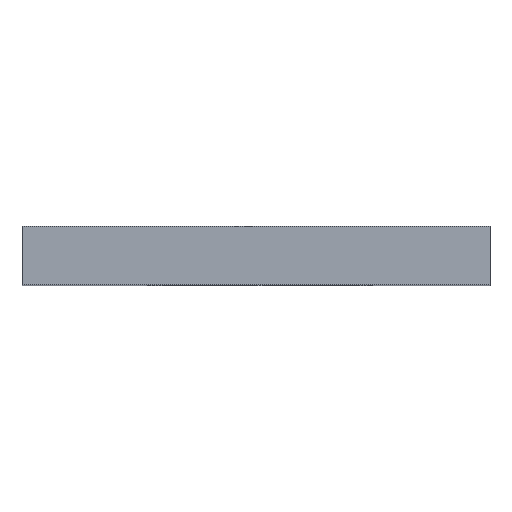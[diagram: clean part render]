
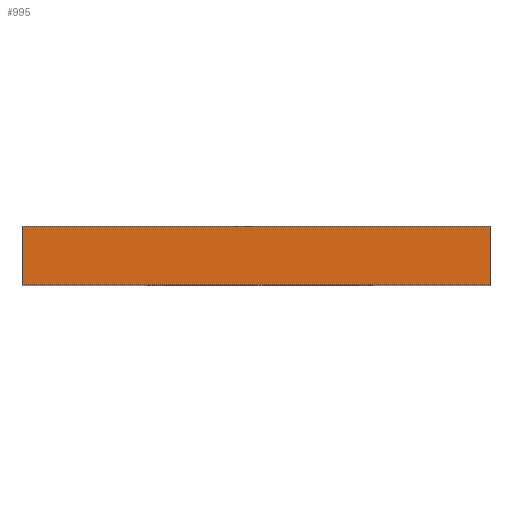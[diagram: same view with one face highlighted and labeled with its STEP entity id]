
A CAD part, top view. The second image highlights one B-rep face of the part: STEP entity #995.
In plain terms, the highlighted planar face has unit normal (0, 0, 1).
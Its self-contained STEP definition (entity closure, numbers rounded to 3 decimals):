
#151=LINE('',#1623,#275);
#152=LINE('',#1626,#276);
#153=LINE('',#1628,#277);
#154=LINE('',#1629,#278);
#275=VECTOR('',#1302,5.);
#276=VECTOR('',#1305,40.);
#277=VECTOR('',#1306,40.);
#278=VECTOR('',#1307,5.);
#340=PLANE('',#1068);
#398=FACE_OUTER_BOUND('',#451,.T.);
#451=EDGE_LOOP('',(#885,#886,#887,#888));
#569=VERTEX_POINT('',#1616);
#572=VERTEX_POINT('',#1621);
#573=VERTEX_POINT('',#1625);
#574=VERTEX_POINT('',#1627);
#690=EDGE_CURVE('',#569,#572,#151,.T.);
#691=EDGE_CURVE('',#573,#569,#152,.T.);
#692=EDGE_CURVE('',#574,#572,#153,.T.);
#693=EDGE_CURVE('',#573,#574,#154,.T.);
#885=ORIENTED_EDGE('',*,*,#691,.T.);
#886=ORIENTED_EDGE('',*,*,#690,.T.);
#887=ORIENTED_EDGE('',*,*,#692,.F.);
#888=ORIENTED_EDGE('',*,*,#693,.F.);
#995=ADVANCED_FACE('',(#398),#340,.T.);
#1068=AXIS2_PLACEMENT_3D('',#1624,#1303,#1304);
#1302=DIRECTION('',(0.,1.,0.));
#1303=DIRECTION('center_axis',(0.,0.,1.));
#1304=DIRECTION('ref_axis',(1.,0.,0.));
#1305=DIRECTION('',(1.,0.,0.));
#1306=DIRECTION('',(1.,0.,0.));
#1307=DIRECTION('',(0.,1.,0.));
#1616=CARTESIAN_POINT('',(0.,0.,40.));
#1621=CARTESIAN_POINT('',(0.,5.,40.));
#1623=CARTESIAN_POINT('',(0.,0.,40.));
#1624=CARTESIAN_POINT('Origin',(-40.,0.,40.));
#1625=CARTESIAN_POINT('',(-40.,0.,40.));
#1626=CARTESIAN_POINT('',(-40.,0.,40.));
#1627=CARTESIAN_POINT('',(-40.,5.,40.));
#1628=CARTESIAN_POINT('',(-40.,5.,40.));
#1629=CARTESIAN_POINT('',(-40.,0.,40.));
